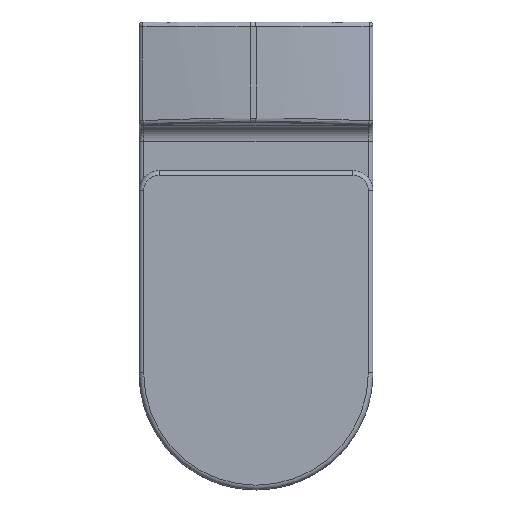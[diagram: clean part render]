
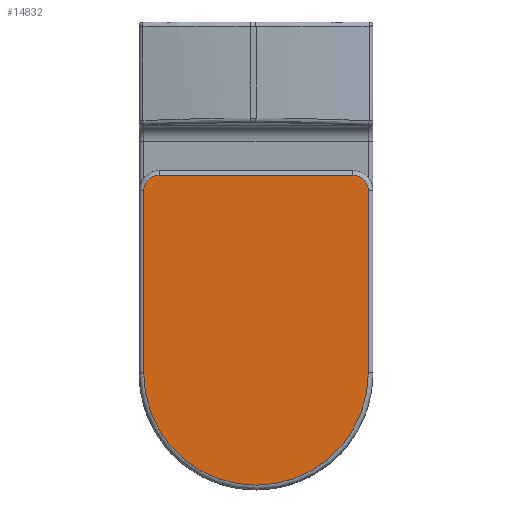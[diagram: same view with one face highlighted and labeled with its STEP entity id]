
A CAD part, top view. The second image highlights one B-rep face of the part: STEP entity #14832.
In plain terms, the highlighted planar face has unit normal (0, 0, 1).
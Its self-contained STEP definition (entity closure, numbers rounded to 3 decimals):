
#14616=CARTESIAN_POINT('',(-252.494,-168.0,20.0));
#14617=VERTEX_POINT('',#14616);
#14625=CARTESIAN_POINT('',(-525.0,-168.0,20.0));
#14626=VERTEX_POINT('',#14625);
#14627=CARTESIAN_POINT('',(-252.494,-168.0,20.0));
#14628=DIRECTION('',(-1.0,0.0,0.0));
#14629=VECTOR('',#14628,272.506);
#14630=LINE('',#14627,#14629);
#14631=EDGE_CURVE('',#14617,#14626,#14630,.T.);
#14651=CARTESIAN_POINT('',(-229.494,-145.,20.0));
#14652=VERTEX_POINT('',#14651);
#14660=CARTESIAN_POINT('',(-252.494,-145.,20.0));
#14661=DIRECTION('',(0.0,0.0,-1.));
#14662=DIRECTION('',(0.707,-0.707,0.0));
#14663=AXIS2_PLACEMENT_3D('',#14660,#14661,#14662);
#14664=CIRCLE('',#14663,23.);
#14665=EDGE_CURVE('',#14652,#14617,#14664,.T.);
#14683=CARTESIAN_POINT('',(-525.0,168.0,20.0));
#14684=VERTEX_POINT('',#14683);
#14694=CARTESIAN_POINT('',(-525.0,0.0,20.0));
#14695=DIRECTION('',(0.0,0.0,-1.0));
#14696=DIRECTION('',(-1.0,0.0,0.0));
#14697=AXIS2_PLACEMENT_3D('',#14694,#14695,#14696);
#14698=CIRCLE('',#14697,168.0);
#14699=EDGE_CURVE('',#14626,#14684,#14698,.T.);
#14711=CARTESIAN_POINT('',(-229.494,145.,20.0));
#14712=VERTEX_POINT('',#14711);
#14720=CARTESIAN_POINT('',(-229.494,145.,20.0));
#14721=DIRECTION('',(0.0,-1.0,0.0));
#14722=VECTOR('',#14721,290.);
#14723=LINE('',#14720,#14722);
#14724=EDGE_CURVE('',#14712,#14652,#14723,.T.);
#14741=CARTESIAN_POINT('',(-252.494,168.0,20.0));
#14742=VERTEX_POINT('',#14741);
#14752=CARTESIAN_POINT('',(-525.0,168.0,20.0));
#14753=DIRECTION('',(1.0,0.0,0.0));
#14754=VECTOR('',#14753,272.506);
#14755=LINE('',#14752,#14754);
#14756=EDGE_CURVE('',#14684,#14742,#14755,.T.);
#14775=CARTESIAN_POINT('',(-252.494,145.,20.0));
#14776=DIRECTION('',(0.0,0.0,-1.0));
#14777=DIRECTION('',(0.707,0.707,0.0));
#14778=AXIS2_PLACEMENT_3D('',#14775,#14776,#14777);
#14779=CIRCLE('',#14778,23.);
#14780=EDGE_CURVE('',#14742,#14712,#14779,.T.);
#14819=CARTESIAN_POINT('',(-434.26,0.,20.0));
#14820=DIRECTION('',(0.0,0.0,1.0));
#14821=DIRECTION('',(1.0,0.0,0.0));
#14822=AXIS2_PLACEMENT_3D('',#14819,#14820,#14821);
#14823=PLANE('',#14822);
#14824=ORIENTED_EDGE('',*,*,#14631,.F.);
#14825=ORIENTED_EDGE('',*,*,#14665,.F.);
#14826=ORIENTED_EDGE('',*,*,#14724,.F.);
#14827=ORIENTED_EDGE('',*,*,#14780,.F.);
#14828=ORIENTED_EDGE('',*,*,#14756,.F.);
#14829=ORIENTED_EDGE('',*,*,#14699,.F.);
#14830=EDGE_LOOP('',(#14824,#14825,#14826,#14827,#14828,#14829));
#14831=FACE_OUTER_BOUND('',#14830,.T.);
#14832=ADVANCED_FACE('',(#14831),#14823,.T.);
